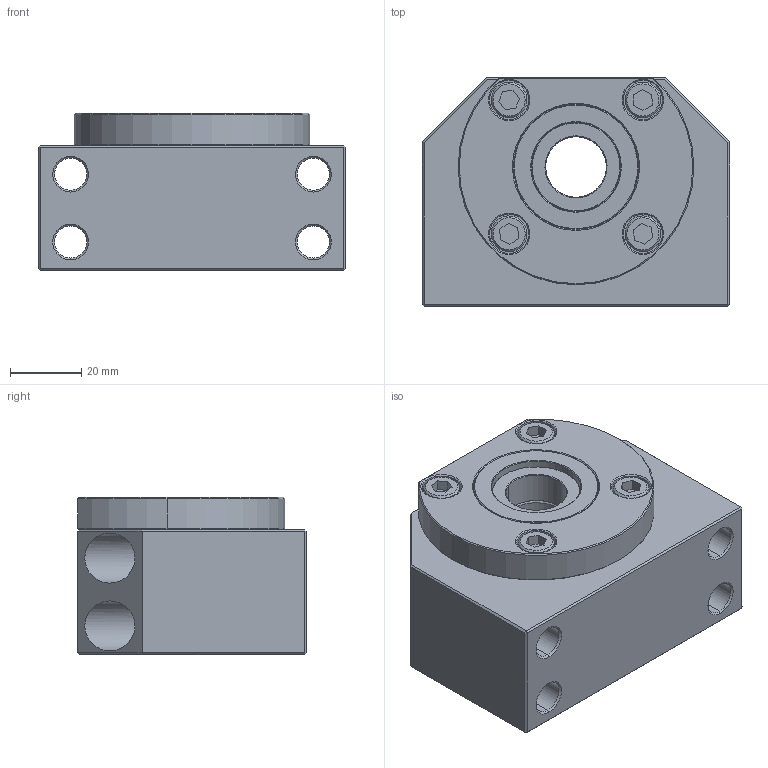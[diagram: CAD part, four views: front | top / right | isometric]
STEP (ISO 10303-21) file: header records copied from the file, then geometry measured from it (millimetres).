
FILE_DESCRIPTION (( 'STEP AP203' ), '1' );
FILE_NAME ('BK 17.STEP', '2014-10-23T09:34:39', ( 'star' ), ( '' ), 'SwSTEP 2.0', 'SolidWorks 2013', '' );
FILE_SCHEMA (( 'CONFIG_CONTROL_DESIGN' ));
Length unit declared in the file: millimetre
Products named in the file (7): #7003A(17X40X12); BK 17 COLLAR; M6X10; BK 17 OILSEAL; BK 17 BLOCK; BK 17 COVER; BK 17
Assembly tree (12 placements, depth 2):
  BK 17
    #7003A(17X40X12)  x2
    BK 17 COLLAR  x2
    M6X10  x4
    BK 17 OILSEAL  x2
    BK 17 BLOCK
    BK 17 COVER
Bounding box: 86 x 64 x 44 mm (x, y, z)
Volume: 167620.9 mm3; surface area: 62997.5 mm2
Topology: 12 solids, 12 shells, 473 faces, 1294 edges, 782 vertices
Faces by surface type: plane 156, cylinder 107, bspline 106, cone 88, torus 16
Entity records: 17277 total; most frequent: CARTESIAN_POINT 8444, ORIENTED_EDGE 1728, DIRECTION 1514, EDGE_CURVE 864, AXIS2_PLACEMENT_3D 560, VERTEX_POINT 554, EDGE_LOOP 406, VECTOR 394
